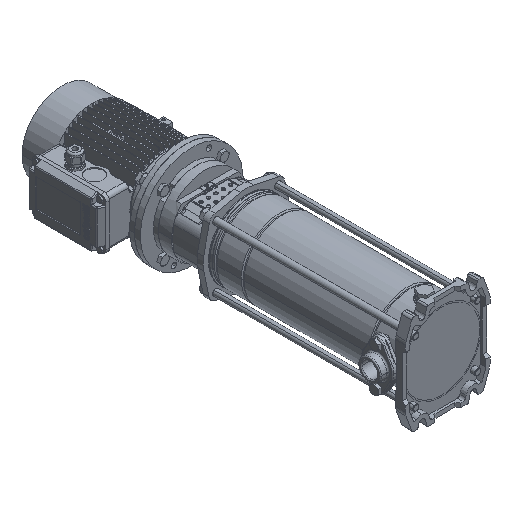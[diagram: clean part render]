
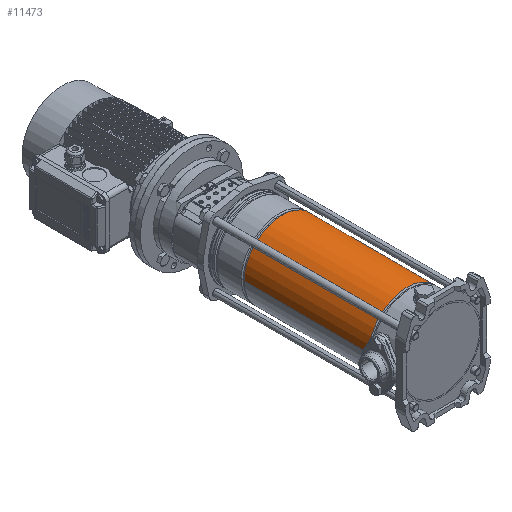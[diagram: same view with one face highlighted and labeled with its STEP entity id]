
A CAD part, isometric view. The second image highlights one B-rep face of the part: STEP entity #11473.
In plain terms, the highlighted cylindrical face has radius 74.4 mm (diameter 148.8 mm), a partial arc.
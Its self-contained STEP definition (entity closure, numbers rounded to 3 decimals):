
#2261 = CARTESIAN_POINT ( 'NONE',  ( -74.4, 0., 67.336 ) ) ;
#2504 = AXIS2_PLACEMENT_3D ( 'NONE', #30735, #15177, #42115 ) ;
#3344 = CARTESIAN_POINT ( 'NONE',  ( 0., 0., 67.336 ) ) ;
#5511 = CARTESIAN_POINT ( 'NONE',  ( 0., 0., 0. ) ) ;
#5912 = LINE ( 'NONE', #16654, #57411 ) ;
#6721 = CARTESIAN_POINT ( 'NONE',  ( 74.4, 0., 67.336 ) ) ;
#8546 = DIRECTION ( 'NONE',  ( 0., 0., -1. ) ) ;
#11381 = CYLINDRICAL_SURFACE ( 'NONE', #41894, 74.4 ) ;
#11473 = ADVANCED_FACE ( 'NONE', ( #31466 ), #11381, .T. ) ;
#14101 = LINE ( 'NONE', #40680, #28491 ) ;
#14630 = VERTEX_POINT ( 'NONE', #6721 ) ;
#15177 = DIRECTION ( 'NONE',  ( 0., 0., -1. ) ) ;
#16654 = CARTESIAN_POINT ( 'NONE',  ( 74.4, 0., 0. ) ) ;
#18556 = AXIS2_PLACEMENT_3D ( 'NONE', #3344, #44532, #65589 ) ;
#21305 = CARTESIAN_POINT ( 'NONE',  ( -74.4, 0., 311.164 ) ) ;
#28491 = VECTOR ( 'NONE', #8546, 1000. ) ;
#30735 = CARTESIAN_POINT ( 'NONE',  ( 0., 0., 311.164 ) ) ;
#31466 = FACE_OUTER_BOUND ( 'NONE', #58820, .T. ) ;
#32170 = VERTEX_POINT ( 'NONE', #2261 ) ;
#37562 = EDGE_CURVE ( 'NONE', #59956, #46163, #65487, .T. ) ;
#40680 = CARTESIAN_POINT ( 'NONE',  ( -74.4, 0., 0. ) ) ;
#41065 = EDGE_CURVE ( 'NONE', #14630, #32170, #42829, .T. ) ;
#41894 = AXIS2_PLACEMENT_3D ( 'NONE', #5511, #52898, #47726 ) ;
#42115 = DIRECTION ( 'NONE',  ( -1., 0., 0. ) ) ;
#42237 = EDGE_CURVE ( 'NONE', #46163, #32170, #14101, .T. ) ;
#42829 = CIRCLE ( 'NONE', #18556, 74.4 ) ;
#44532 = DIRECTION ( 'NONE',  ( 0., 0., -1. ) ) ;
#46163 = VERTEX_POINT ( 'NONE', #21305 ) ;
#47726 = DIRECTION ( 'NONE',  ( -1., 0., 0. ) ) ;
#52898 = DIRECTION ( 'NONE',  ( 0., 0., -1. ) ) ;
#55659 = ORIENTED_EDGE ( 'NONE', *, *, #68363, .F. ) ;
#57411 = VECTOR ( 'NONE', #64004, 1000. ) ;
#58438 = ORIENTED_EDGE ( 'NONE', *, *, #41065, .F. ) ;
#58820 = EDGE_LOOP ( 'NONE', ( #55659, #64371, #66069, #58438 ) ) ;
#59956 = VERTEX_POINT ( 'NONE', #61571 ) ;
#61571 = CARTESIAN_POINT ( 'NONE',  ( 74.4, 0., 311.164 ) ) ;
#64004 = DIRECTION ( 'NONE',  ( 0., 0., -1. ) ) ;
#64371 = ORIENTED_EDGE ( 'NONE', *, *, #37562, .T. ) ;
#65487 = CIRCLE ( 'NONE', #2504, 74.4 ) ;
#65589 = DIRECTION ( 'NONE',  ( -1., 0., 0. ) ) ;
#66069 = ORIENTED_EDGE ( 'NONE', *, *, #42237, .T. ) ;
#68363 = EDGE_CURVE ( 'NONE', #59956, #14630, #5912, .T. ) ;
